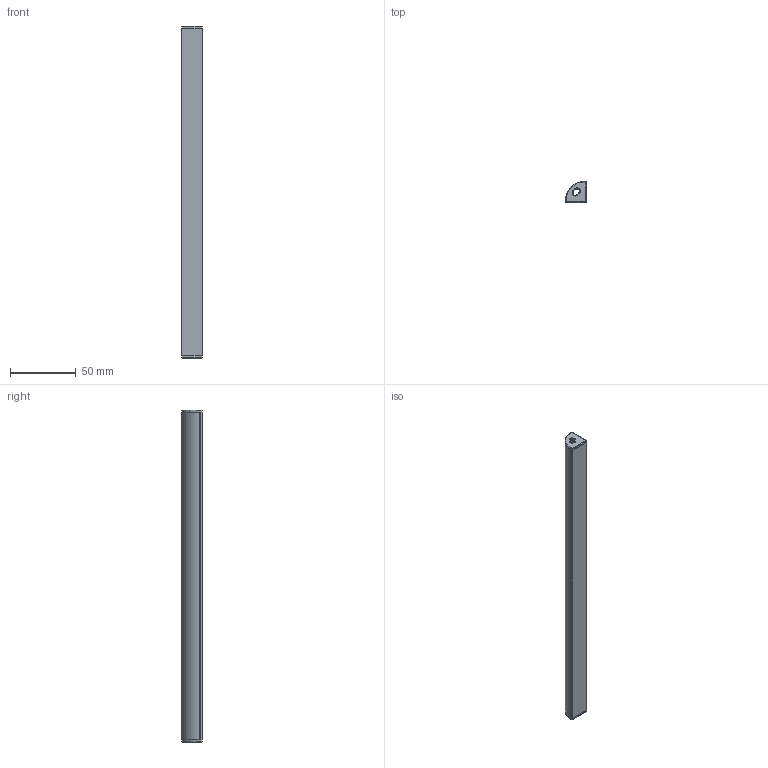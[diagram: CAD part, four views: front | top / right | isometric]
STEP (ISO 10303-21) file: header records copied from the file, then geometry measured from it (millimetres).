
FILE_DESCRIPTION((''),'2;1');
FILE_NAME('AP017_ASM','2020-08-27T',('Administrator'),(''),'PRO/ENGINEER BY PARAMETRIC TECHNOLOGY CORPORATION, 2011310','PRO/ENGINEER BY PARAMETRIC TECHNOLOGY CORPORATION, 2011310','');
FILE_SCHEMA(('AUTOMOTIVE_DESIGN_CC2 { 1 2 10303 214 -1 1 5 2 }'));
Length unit declared in the file: millimetre
Products named in the file (4): BASE; DIFFUSE; ENDCAP; AP017_ASM
Assembly tree (4 placements, depth 2):
  AP017_ASM
    BASE
    DIFFUSE
    ENDCAP  x2
Bounding box: 16 x 16 x 253.3 mm (x, y, z)
Volume: 14438.6 mm3; surface area: 36486.1 mm2
Topology: 4 solids, 4 shells, 189 faces, 495 edges, 320 vertices
Faces by surface type: cylinder 93, plane 84, bspline 6, torus 6
Entity records: 5418 total; most frequent: CARTESIAN_POINT 978, DIRECTION 725, ORIENTED_EDGE 684, PRESENTATION_STYLE_ASSIGNMENT 345, STYLED_ITEM 345, CURVE_STYLE 342, EDGE_CURVE 342, AXIS2_PLACEMENT_3D 256
